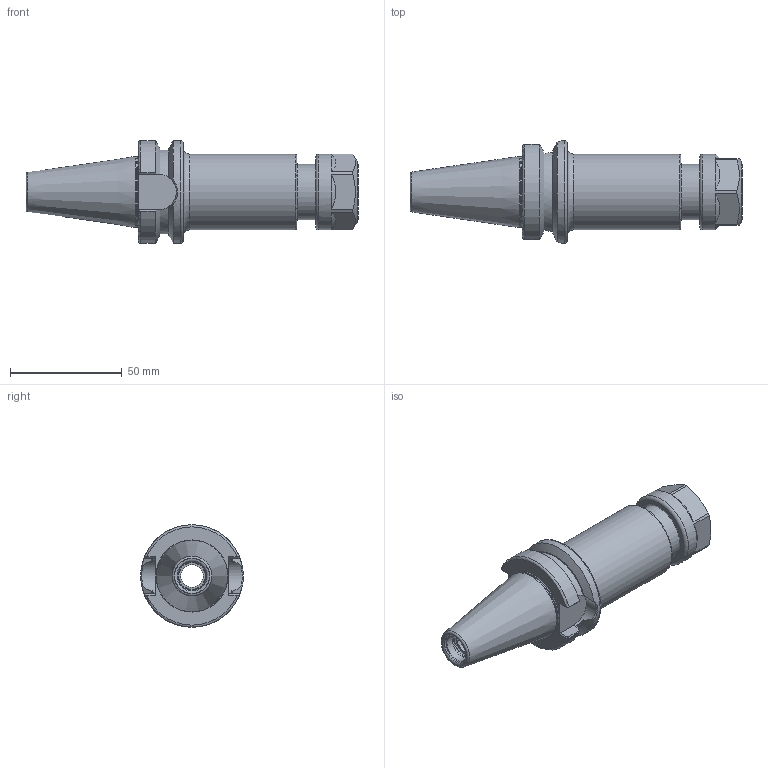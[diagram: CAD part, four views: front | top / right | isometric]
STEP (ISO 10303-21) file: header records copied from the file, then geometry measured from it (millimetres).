
FILE_DESCRIPTION(/* description */ (''),/* implementation_level */ '2;1');
FILE_NAME(/* name */ 'BT30-ER20H-100.stp',/* time_stamp */ '2019-06-11T16:47:57-05:00',/* author */ ('ldfli'),/* organization */ (''),/* preprocessor_version */ 'ST-DEVELOPER v18',/* originating_system */ 'Autodesk Inventor LT',/* authorisation */ '');
FILE_SCHEMA (('AUTOMOTIVE_DESIGN { 1 0 10303 214 3 1 1 }'));
Length unit declared in the file: millimetre
Products named in the file (1): BT30-ER20H-100
Bounding box: 148.8 x 46 x 46 mm (x, y, z)
Volume: 100010.2 mm3; surface area: 25707.4 mm2
Topology: 2 solids, 2 shells, 110 faces, 333 edges, 234 vertices
Faces by surface type: plane 41, torus 22, cylinder 19, cone 18, bspline 10
Full cylindrical faces by diameter (mm): 10.106 x1, 12.5 x1, 13.1 x1, 14.5 x1, 15.71 x1, 18.708 x1, 23.5 x1, 25 x1, 26 x1, 31.496 x1, 34 x2, 46 x1
Entity records: 4371 total; most frequent: CARTESIAN_POINT 1301, ORIENTED_EDGE 666, DIRECTION 651, EDGE_CURVE 333, AXIS2_PLACEMENT_3D 281, VERTEX_POINT 234, CIRCLE 180, EDGE_LOOP 121
